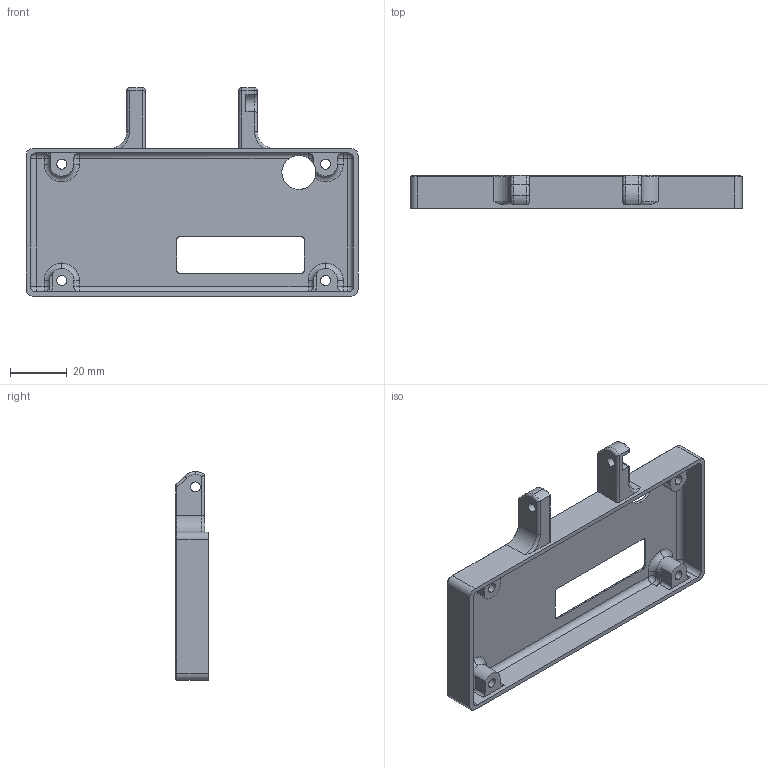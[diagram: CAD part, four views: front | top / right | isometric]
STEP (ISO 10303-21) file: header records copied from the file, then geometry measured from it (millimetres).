
FILE_DESCRIPTION (( 'STEP AP214' ), '1' );
FILE_NAME ('back.STEP', '2024-10-27T03:46:03', ( 'WYBOT' ), ( '' ), 'SwSTEP 2.0', 'SolidWorks 2018', '' );
FILE_SCHEMA (( 'AUTOMOTIVE_DESIGN' ));
Length unit declared in the file: millimetre
Products named in the file (1): back
Bounding box: 117 x 11.6 x 73.6 mm (x, y, z)
Volume: 15465.5 mm3; surface area: 20026.5 mm2
Topology: 1 solids, 1 shells, 199 faces, 494 edges, 289 vertices
Faces by surface type: cylinder 85, plane 64, cone 18, torus 16, sphere 12, bspline 4
Entity records: 6202 total; most frequent: CARTESIAN_POINT 1422, DIRECTION 1044, ORIENTED_EDGE 964, EDGE_CURVE 482, AXIS2_PLACEMENT_3D 397, VERTEX_POINT 289, LINE 250, VECTOR 250
